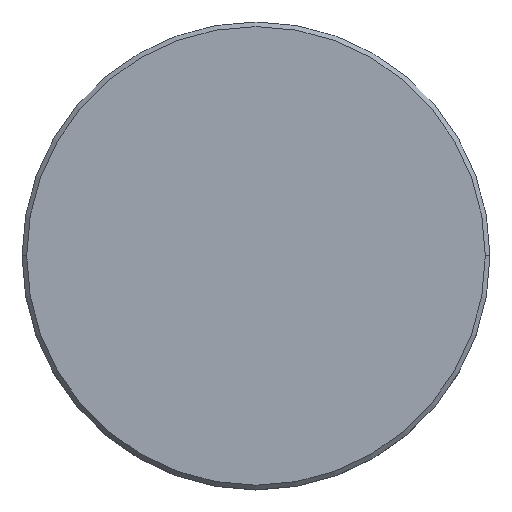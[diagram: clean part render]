
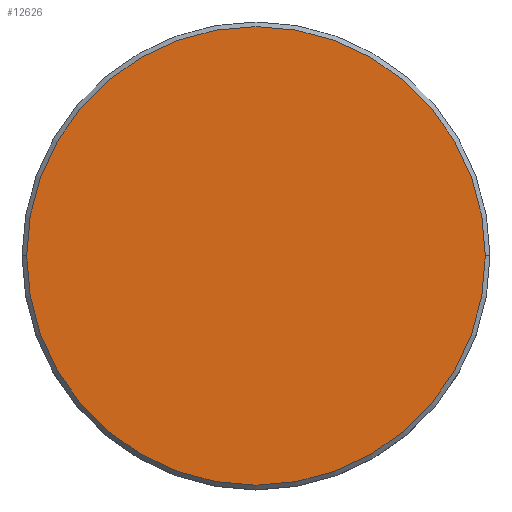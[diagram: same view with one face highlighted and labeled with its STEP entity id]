
A CAD part, top view. The second image highlights one B-rep face of the part: STEP entity #12626.
In plain terms, the highlighted planar face has unit normal (0, 0, 1).
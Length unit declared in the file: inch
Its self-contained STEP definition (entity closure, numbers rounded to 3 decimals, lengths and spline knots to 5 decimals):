
#12616 = ORIENTED_EDGE ( 'NONE', *, *, #12617, .T. ) ;
#12617 = EDGE_CURVE ( 'NONE', #12657, #12679, #14860, .T. ) ;
#12618 = ORIENTED_EDGE ( 'NONE', *, *, #12656, .T. ) ;
#12626 = ADVANCED_FACE ( 'NONE', ( #14869 ), #14669, .T. ) ;
#12627 = EDGE_LOOP ( 'NONE', ( #12616, #12618 ) ) ;
#12656 = EDGE_CURVE ( 'NONE', #12679, #12657, #14979, .T. ) ;
#12657 = VERTEX_POINT ( 'NONE', #14974 ) ;
#12679 = VERTEX_POINT ( 'NONE', #15074 ) ;
#14664 = DIRECTION ( 'NONE',  ( 1., 0., 0. ) ) ;
#14665 = DIRECTION ( 'NONE',  ( 0., 0., 1. ) ) ;
#14666 = CARTESIAN_POINT ( 'NONE',  ( 0., 0., 0.11811 ) ) ;
#14667 = AXIS2_PLACEMENT_3D ( 'NONE', #14666, #14665, #14664 ) ;
#14669 = PLANE ( 'NONE',  #14667 ) ;
#14848 = CARTESIAN_POINT ( 'NONE',  ( 0., 0., 0.11811 ) ) ;
#14857 = DIRECTION ( 'NONE',  ( 1., 0., 0. ) ) ;
#14858 = DIRECTION ( 'NONE',  ( 0., 0., 1. ) ) ;
#14859 = AXIS2_PLACEMENT_3D ( 'NONE', #14848, #14858, #14857 ) ;
#14860 = CIRCLE ( 'NONE', #14859, 0.49016 ) ;
#14869 = FACE_OUTER_BOUND ( 'NONE', #12627, .T. ) ;
#14974 = CARTESIAN_POINT ( 'NONE',  ( -0.49016, 0., 0.11811 ) ) ;
#14975 = DIRECTION ( 'NONE',  ( 1., 0., 0. ) ) ;
#14976 = DIRECTION ( 'NONE',  ( 0., 0., 1. ) ) ;
#14977 = CARTESIAN_POINT ( 'NONE',  ( 0., 0., 0.11811 ) ) ;
#14978 = AXIS2_PLACEMENT_3D ( 'NONE', #14977, #14976, #14975 ) ;
#14979 = CIRCLE ( 'NONE', #14978, 0.49016 ) ;
#15074 = CARTESIAN_POINT ( 'NONE',  ( 0.49016, 0., 0.11811 ) ) ;
